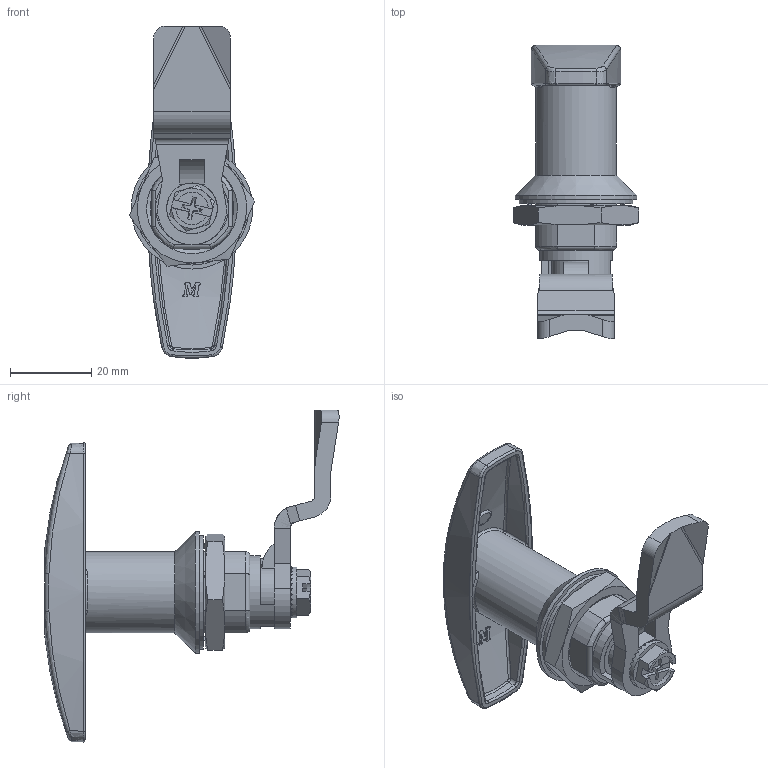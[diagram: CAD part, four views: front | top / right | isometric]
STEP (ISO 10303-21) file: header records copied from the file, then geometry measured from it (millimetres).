
FILE_DESCRIPTION(('STEP AP203'),'1');
FILE_NAME('110.1.2.00.47.step','2013-01-08T08:32:34',(' '),(' '),'Spatial InterOp 3D',' ',' ');
FILE_SCHEMA(('CONFIG_CONTROL_DESIGN'));
Length unit declared in the file: millimetre
Products named in the file (6): 1; 2; 3; 4; 5; 6
Bounding box: 30.97 x 72.6 x 81.94 mm (x, y, z)
Volume: 28521.5 mm3; surface area: 17003.9 mm2
Topology: 6 solids, 6 shells, 423 faces, 1093 edges, 692 vertices
Faces by surface type: plane 244, cylinder 71, bspline 45, torus 26, cone 24, sphere 8, extrusion 5
Full cylindrical faces by diameter (mm): 3.3 x1, 5.1 x2, 6 x2, 12 x1, 12.5 x1, 14.8 x1, 15 x1, 18 x1, 19.3 x1, 20 x1, 20.6 x1, 28 x1, 30 x1
Entity records: 19699 total; most frequent: CARTESIAN_POINT 9545, ORIENTED_EDGE 2098, DIRECTION 1985, EDGE_CURVE 1049, AXIS2_PLACEMENT_3D 709, VERTEX_POINT 675, VECTOR 567, LINE 562
